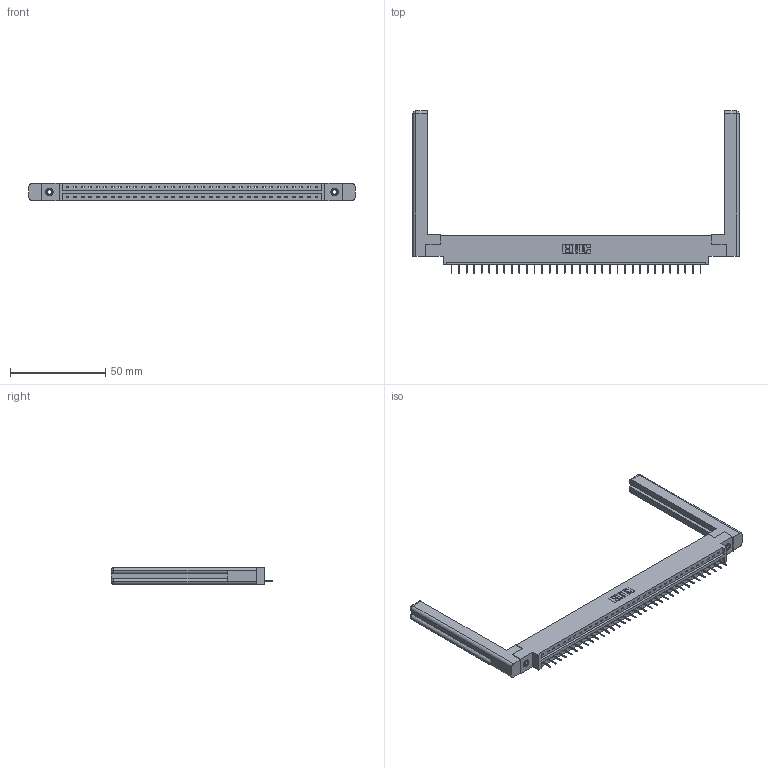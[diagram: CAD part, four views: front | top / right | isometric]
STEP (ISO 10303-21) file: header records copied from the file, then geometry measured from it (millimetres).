
FILE_DESCRIPTION (( 'STEP AP203' ), '1' );
FILE_NAME ('337-034-524-658.STEP', '2019-10-01T11:45:38', ( '' ), ( '' ), 'SwSTEP 2.0', 'SolidWorks 2016', '' );
FILE_SCHEMA (( 'CONFIG_CONTROL_DESIGN' ));
Length unit declared in the file: inch
Products named in the file (5): 337-034-524-658; 307-220-058; 345-250-001_345-250-001-102; 337 Part_0.170 Offset - 0.156 Dia-TI; 345-292-001_345-293-124
Assembly tree (39 placements, depth 2):
  337-034-524-658
    337 Part_0.170 Offset - 0.156 Dia-TI
    345-292-001_345-293-124  x34
    345-250-001_345-250-001-102  x2
    307-220-058  x2
Bounding box: 171.35 x 85.1 x 9.4 mm (x, y, z)
Volume: 24619 mm3; surface area: 22831.8 mm2
Topology: 39 solids, 39 shells, 2504 faces, 7205 edges, 4654 vertices
Faces by surface type: plane 1926, cylinder 554, cone 12, torus 12
Entity records: 29148 total; most frequent: CARTESIAN_POINT 5075, ORIENTED_EDGE 4984, DIRECTION 4308, EDGE_CURVE 2492, VECTOR 2320, LINE 2320, VERTEX_POINT 1650, AXIS2_PLACEMENT_3D 994
